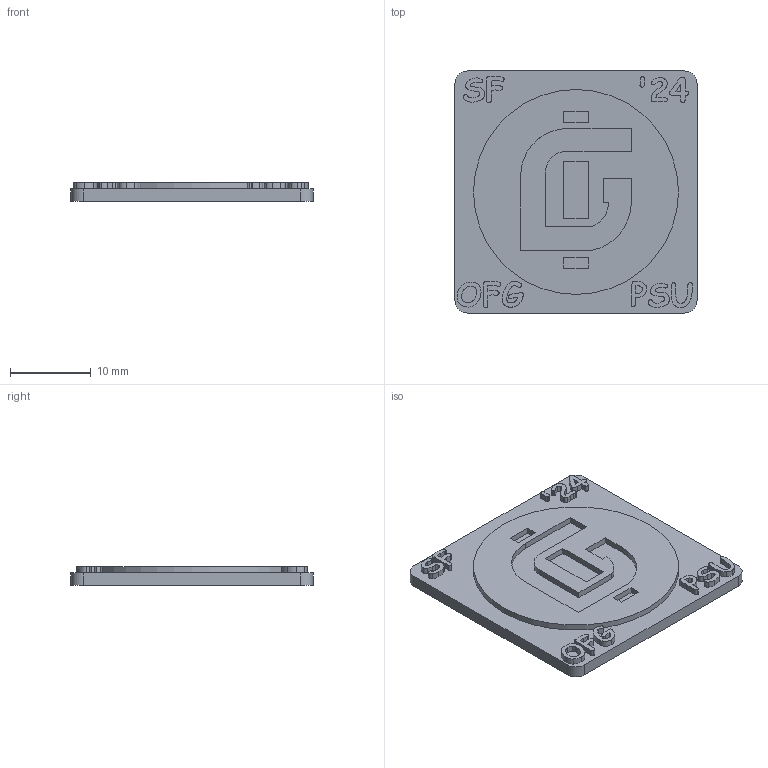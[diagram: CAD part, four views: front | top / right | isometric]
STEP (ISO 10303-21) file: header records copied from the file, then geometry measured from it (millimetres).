
FILE_DESCRIPTION(/* description */ (''),/* implementation_level */ '2;1');
FILE_NAME(/* name */ 'Face Plate SF24_1.stp',/* time_stamp */ '2025-04-10T01:34:28-04:00',/* author */ ('Ryan'),/* organization */ (''),/* preprocessor_version */ 'ST-DEVELOPER v20',/* originating_system */ 'Autodesk Inventor 2024',/* authorisation */ '');
FILE_SCHEMA (('AUTOMOTIVE_DESIGN { 1 0 10303 214 3 1 1 }'));
Length unit declared in the file: inch
Products named in the file (1): Face Plate SF24_1
Bounding box: 30 x 30 x 2.29 mm (x, y, z)
Volume: 1638.3 mm3; surface area: 2273 mm2
Topology: 1 solids, 1 shells, 300 faces, 825 edges, 551 vertices
Faces by surface type: bspline 219, plane 64, cylinder 13, cone 4
Full cylindrical faces by diameter (mm): 3.175 x4, 25.4 x1
Entity records: 10121 total; most frequent: CARTESIAN_POINT 3848, ORIENTED_EDGE 1650, EDGE_CURVE 825, DIRECTION 585, VERTEX_POINT 550, B_SPLINE_CURVE_WITH_KNOTS 438, LINE 353, VECTOR 353
